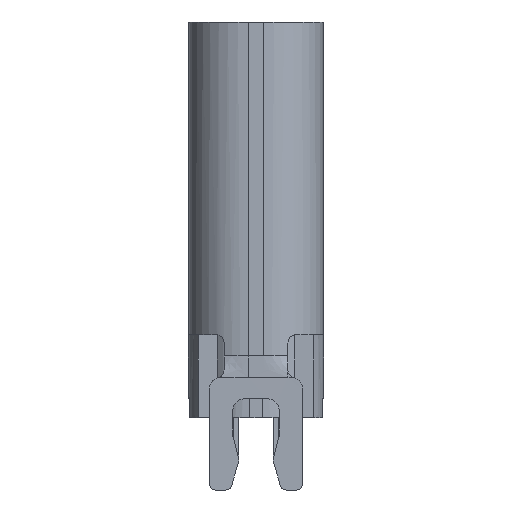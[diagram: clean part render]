
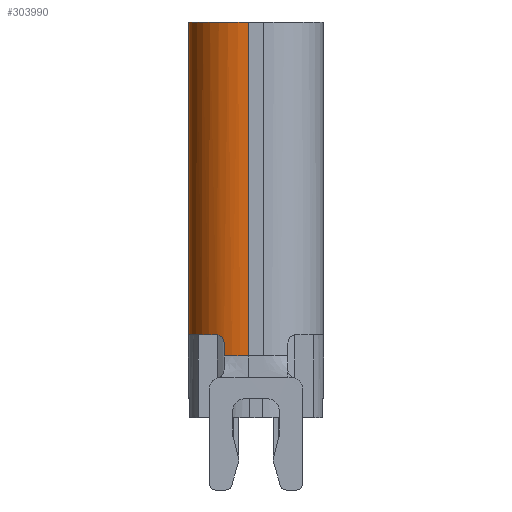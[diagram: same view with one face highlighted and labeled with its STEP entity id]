
A CAD part, left-side view. The second image highlights one B-rep face of the part: STEP entity #303990.
In plain terms, the highlighted cylindrical face has radius 1.4 mm (diameter 2.8 mm), a partial arc.
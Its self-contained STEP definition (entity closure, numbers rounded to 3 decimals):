
#277790=CARTESIAN_POINT('',(4.47,-2.231,-8.493));
#277800=VERTEX_POINT('',#277790);
#277830=CARTESIAN_POINT('',(4.47,-2.231,-8.673));
#277840=DIRECTION('',(0.,0.,1.));
#277850=VECTOR('',#277840,1.);
#277860=LINE('',#277830,#277850);
#277870=CARTESIAN_POINT('',(4.47,-2.231,-0.643));
#277880=VERTEX_POINT('',#277870);
#277890=EDGE_CURVE('',#277800,#277880,#277860,.T.);
#290330=CARTESIAN_POINT('',(3.07,-3.631,
-0.643));
#290340=VERTEX_POINT('',#290330);
#290370=CARTESIAN_POINT('',(3.07,-3.631,
0.507));
#290380=DIRECTION('',(0.,0.,-1.));
#290390=VECTOR('',#290380,1.);
#290400=LINE('',#290370,#290390);
#290410=CARTESIAN_POINT('',(3.07,-3.631,
-7.993));
#290420=VERTEX_POINT('',#290410);
#290430=EDGE_CURVE('',#290340,#290420,#290400,.T.);
#299630=CARTESIAN_POINT('',(4.349,-2.801,
-8.673));
#299640=DIRECTION('',(0.,0.,-1.));
#299650=VECTOR('',#299640,1.);
#299660=LINE('',#299630,#299650);
#299670=CARTESIAN_POINT('',(4.349,-2.801,
-8.193));
#299680=VERTEX_POINT('',#299670);
#299690=CARTESIAN_POINT('',(4.349,-2.801,
-8.493));
#299700=VERTEX_POINT('',#299690);
#299710=EDGE_CURVE('',#299680,#299700,#299660,.T.);
#300430=CARTESIAN_POINT('',(3.07,-2.231,-7.993));
#300440=DIRECTION('',(0.,0.,-1.));
#300450=DIRECTION('',(1.,0.,0.));
#300460=AXIS2_PLACEMENT_3D('',#300430,#300440,#300450);
#300470=CIRCLE('',#300460,1.4);
#300480=CARTESIAN_POINT('',(4.254,-2.978,
-7.993));
#300490=VERTEX_POINT('',#300480);
#300500=EDGE_CURVE('',#300490,#290420,#300470,.T.);
#303580=CARTESIAN_POINT('',(3.07,-2.231,-8.673));
#303590=DIRECTION('',(0.,0.,1.));
#303600=DIRECTION('',(1.,0.,0.));
#303610=AXIS2_PLACEMENT_3D('',#303580,#303590,#303600);
#303620=CYLINDRICAL_SURFACE('',#303610,1.4);
#303630=CARTESIAN_POINT('',(4.254,-2.978,
-7.993));
#303640=CARTESIAN_POINT('',(4.268,-2.956,
-7.993));
#303650=CARTESIAN_POINT('',(4.281,-2.934,
-7.998));
#303660=CARTESIAN_POINT('',(4.293,-2.912,
-8.008));
#303670=CARTESIAN_POINT('',(4.305,-2.891,
-8.018));
#303680=CARTESIAN_POINT('',(4.315,-2.871,
-8.033));
#303690=CARTESIAN_POINT('',(4.324,-2.855,
-8.051));
#303700=CARTESIAN_POINT('',(4.332,-2.838,
-8.07));
#303710=CARTESIAN_POINT('',(4.338,-2.824,
-8.092));
#303720=CARTESIAN_POINT('',(4.342,-2.815,
-8.116));
#303730=CARTESIAN_POINT('',(4.347,-2.806,
-8.14));
#303740=CARTESIAN_POINT('',(4.349,-2.801,
-8.167));
#303750=CARTESIAN_POINT('',(4.349,-2.801,
-8.193));
#303760=B_SPLINE_CURVE_WITH_KNOTS('',3,(#303630,#303640,#303650,#303660,
#303670,#303680,#303690,#303700,#303710,#303720,#303730,#303740,#303750)
,.UNSPECIFIED.,.F.,.F.,(4,3,3,3,4),(0.,0.079,
0.157,0.236,0.315),.UNSPECIFIED.);
#303770=EDGE_CURVE('',#300490,#299680,#303760,.T.);
#303780=ORIENTED_EDGE('',*,*,#303770,.T.);
#303790=ORIENTED_EDGE('',*,*,#300500,.F.);
#303800=ORIENTED_EDGE('',*,*,#290430,.T.);
#303810=CARTESIAN_POINT('',(3.07,-2.231,-0.643));
#303820=DIRECTION('',(0.,0.,1.));
#303830=DIRECTION('',(1.,0.,0.));
#303840=AXIS2_PLACEMENT_3D('',#303810,#303820,#303830);
#303850=CIRCLE('',#303840,1.4);
#303860=EDGE_CURVE('',#290340,#277880,#303850,.T.);
#303870=ORIENTED_EDGE('',*,*,#303860,.F.);
#303880=ORIENTED_EDGE('',*,*,#277890,.T.);
#303890=CARTESIAN_POINT('',(3.088,-2.234,
-8.48));
#303900=DIRECTION('',(-0.009,0.005,
-1.));
#303910=DIRECTION('',(-1.,0.,
0.009));
#303920=AXIS2_PLACEMENT_3D('',#303890,#303900,#303910);
#303930=CIRCLE('',#303920,1.382);
#303940=EDGE_CURVE('',#277800,#299700,#303930,.T.);
#303950=ORIENTED_EDGE('',*,*,#303940,.F.);
#303960=ORIENTED_EDGE('',*,*,#299710,.T.);
#303970=EDGE_LOOP('',(#303960,#303950,#303880,#303870,#303800,#303790,
#303780));
#303980=FACE_OUTER_BOUND('',#303970,.T.);
#303990=ADVANCED_FACE('',(#303980),#303620,.T.);
